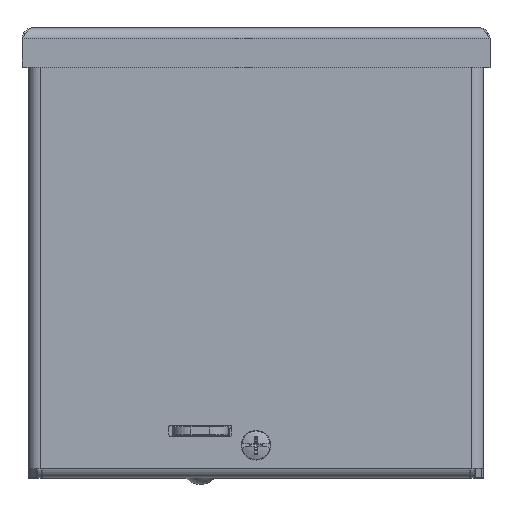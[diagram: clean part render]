
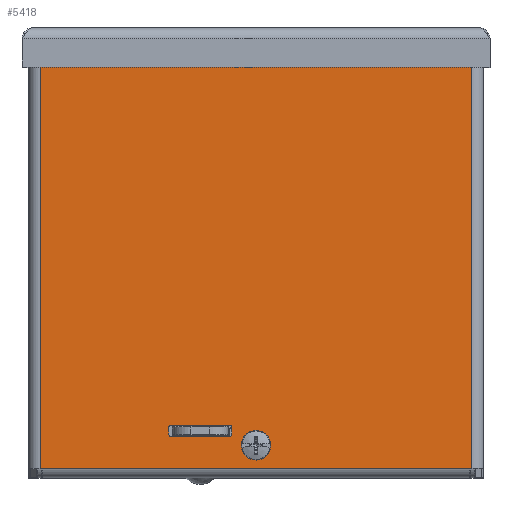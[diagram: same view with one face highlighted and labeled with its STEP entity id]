
A CAD part, top view. The second image highlights one B-rep face of the part: STEP entity #5418.
In plain terms, the highlighted face is planar.
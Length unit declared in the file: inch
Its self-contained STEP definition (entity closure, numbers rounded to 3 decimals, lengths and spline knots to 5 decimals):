
#228=FACE_BOUND('',#1103,.T.);
#229=FACE_BOUND('',#1104,.T.);
#230=FACE_BOUND('',#1105,.T.);
#417=PLANE('',#5875);
#710=FACE_OUTER_BOUND('',#1102,.T.);
#1102=EDGE_LOOP('',(#4359,#4360,#4361,#4362));
#1103=EDGE_LOOP('',(#4363,#4364,#4365,#4366,#4367,#4368,#4369,#4370));
#1104=EDGE_LOOP('',(#4371));
#1105=EDGE_LOOP('',(#4372));
#1529=LINE('',#8987,#1959);
#1533=LINE('',#8999,#1963);
#1537=LINE('',#9011,#1967);
#1542=LINE('',#9023,#1972);
#1544=LINE('',#9040,#1974);
#1551=LINE('',#9061,#1981);
#1556=LINE('',#9077,#1986);
#1558=LINE('',#9080,#1988);
#1959=VECTOR('',#6965,0.09375);
#1963=VECTOR('',#6977,0.78125);
#1967=VECTOR('',#6989,0.09375);
#1972=VECTOR('',#7002,0.78125);
#1974=VECTOR('',#7020,5.875);
#1981=VECTOR('',#7047,5.875);
#1986=VECTOR('',#7070,5.8125);
#1988=VECTOR('',#7074,5.8125);
#2210=CIRCLE('',#5833,0.03125);
#2212=CIRCLE('',#5837,0.03125);
#2214=CIRCLE('',#5841,0.03125);
#2216=CIRCLE('',#5845,0.03125);
#2219=CIRCLE('',#5850,0.125);
#2221=CIRCLE('',#5853,0.125);
#2573=VERTEX_POINT('',#8977);
#2574=VERTEX_POINT('',#8978);
#2577=VERTEX_POINT('',#8986);
#2579=VERTEX_POINT('',#8992);
#2581=VERTEX_POINT('',#8998);
#2583=VERTEX_POINT('',#9004);
#2585=VERTEX_POINT('',#9010);
#2587=VERTEX_POINT('',#9016);
#2590=VERTEX_POINT('',#9027);
#2592=VERTEX_POINT('',#9032);
#2594=VERTEX_POINT('',#9037);
#2595=VERTEX_POINT('',#9039);
#2598=VERTEX_POINT('',#9058);
#2599=VERTEX_POINT('',#9060);
#3173=EDGE_CURVE('',#2573,#2574,#2210,.T.);
#3177=EDGE_CURVE('',#2577,#2574,#1529,.T.);
#3180=EDGE_CURVE('',#2577,#2579,#2212,.T.);
#3183=EDGE_CURVE('',#2581,#2579,#1533,.T.);
#3186=EDGE_CURVE('',#2581,#2583,#2214,.T.);
#3189=EDGE_CURVE('',#2585,#2583,#1537,.T.);
#3192=EDGE_CURVE('',#2585,#2587,#2216,.T.);
#3196=EDGE_CURVE('',#2573,#2587,#1542,.T.);
#3198=EDGE_CURVE('',#2590,#2590,#2219,.T.);
#3200=EDGE_CURVE('',#2592,#2592,#2221,.T.);
#3203=EDGE_CURVE('',#2595,#2594,#1544,.T.);
#3214=EDGE_CURVE('',#2599,#2598,#1551,.T.);
#3222=EDGE_CURVE('',#2598,#2595,#1556,.T.);
#3224=EDGE_CURVE('',#2594,#2599,#1558,.T.);
#4359=ORIENTED_EDGE('',*,*,#3203,.T.);
#4360=ORIENTED_EDGE('',*,*,#3224,.T.);
#4361=ORIENTED_EDGE('',*,*,#3214,.T.);
#4362=ORIENTED_EDGE('',*,*,#3222,.T.);
#4363=ORIENTED_EDGE('',*,*,#3177,.T.);
#4364=ORIENTED_EDGE('',*,*,#3173,.F.);
#4365=ORIENTED_EDGE('',*,*,#3196,.T.);
#4366=ORIENTED_EDGE('',*,*,#3192,.F.);
#4367=ORIENTED_EDGE('',*,*,#3189,.T.);
#4368=ORIENTED_EDGE('',*,*,#3186,.F.);
#4369=ORIENTED_EDGE('',*,*,#3183,.T.);
#4370=ORIENTED_EDGE('',*,*,#3180,.F.);
#4371=ORIENTED_EDGE('',*,*,#3198,.T.);
#4372=ORIENTED_EDGE('',*,*,#3200,.T.);
#5418=ADVANCED_FACE('',(#710,#228,#229,#230),#417,.F.);
#5833=AXIS2_PLACEMENT_3D('',#8979,#6957,#6958);
#5837=AXIS2_PLACEMENT_3D('',#8993,#6970,#6971);
#5841=AXIS2_PLACEMENT_3D('',#9005,#6982,#6983);
#5845=AXIS2_PLACEMENT_3D('',#9017,#6994,#6995);
#5850=AXIS2_PLACEMENT_3D('',#9028,#7007,#7008);
#5853=AXIS2_PLACEMENT_3D('',#9033,#7013,#7014);
#5875=AXIS2_PLACEMENT_3D('',#9079,#7072,#7073);
#6957=DIRECTION('center_axis',(0.,0.,-1.));
#6958=DIRECTION('ref_axis',(0.707,0.707,0.));
#6965=DIRECTION('',(0.,1.,0.));
#6970=DIRECTION('center_axis',(0.,0.,-1.));
#6971=DIRECTION('ref_axis',(0.707,-0.707,0.));
#6977=DIRECTION('',(1.,0.,0.));
#6982=DIRECTION('center_axis',(0.,0.,-1.));
#6983=DIRECTION('ref_axis',(-0.707,-0.707,0.));
#6989=DIRECTION('',(0.,-1.,0.));
#6994=DIRECTION('center_axis',(0.,0.,-1.));
#6995=DIRECTION('ref_axis',(-0.707,0.707,0.));
#7002=DIRECTION('',(-1.,0.,0.));
#7007=DIRECTION('center_axis',(0.,0.,1.));
#7008=DIRECTION('ref_axis',(1.,0.,0.));
#7013=DIRECTION('center_axis',(0.,0.,1.));
#7014=DIRECTION('ref_axis',(1.,0.,0.));
#7020=DIRECTION('',(0.,-1.,0.));
#7047=DIRECTION('',(0.,1.,0.));
#7070=DIRECTION('',(1.,0.,0.));
#7072=DIRECTION('center_axis',(0.,0.,1.));
#7073=DIRECTION('ref_axis',(1.,0.,0.));
#7074=DIRECTION('',(-1.,0.,0.));
#8977=CARTESIAN_POINT('',(-0.35937,2.50863,0.));
#8978=CARTESIAN_POINT('',(-0.32812,2.47738,0.));
#8979=CARTESIAN_POINT('Origin',(-0.35937,2.47738,0.));
#8986=CARTESIAN_POINT('',(-0.32812,2.38363,0.));
#8987=CARTESIAN_POINT('',(-0.32812,1.17619,0.));
#8992=CARTESIAN_POINT('',(-0.35937,2.35238,0.));
#8993=CARTESIAN_POINT('Origin',(-0.35937,2.38363,0.));
#8998=CARTESIAN_POINT('',(-1.14063,2.35238,0.));
#8999=CARTESIAN_POINT('',(-0.58594,2.35238,0.));
#9004=CARTESIAN_POINT('',(-1.17188,2.38363,0.));
#9005=CARTESIAN_POINT('Origin',(-1.14063,2.38363,0.));
#9010=CARTESIAN_POINT('',(-1.17188,2.47738,0.));
#9011=CARTESIAN_POINT('',(-1.17188,1.25431,0.));
#9016=CARTESIAN_POINT('',(-1.14063,2.50863,0.));
#9017=CARTESIAN_POINT('Origin',(-1.14063,2.47738,0.));
#9023=CARTESIAN_POINT('',(-0.16406,2.50863,0.));
#9027=CARTESIAN_POINT('',(-0.125,2.625,0.));
#9028=CARTESIAN_POINT('Origin',(0.,2.625,0.));
#9032=CARTESIAN_POINT('',(-0.125,-2.625,0.));
#9033=CARTESIAN_POINT('Origin',(0.,-2.625,
0.));
#9037=CARTESIAN_POINT('',(2.90625,-2.9375,0.));
#9039=CARTESIAN_POINT('',(2.90625,2.9375,0.));
#9040=CARTESIAN_POINT('',(2.90625,1.46875,0.));
#9058=CARTESIAN_POINT('',(-2.90625,2.9375,0.));
#9060=CARTESIAN_POINT('',(-2.90625,-2.9375,0.));
#9061=CARTESIAN_POINT('',(-2.90625,-1.46875,0.));
#9077=CARTESIAN_POINT('',(-3.059,2.9375,0.));
#9079=CARTESIAN_POINT('Origin',(0.,0.,0.));
#9080=CARTESIAN_POINT('',(3.059,-2.9375,0.));
